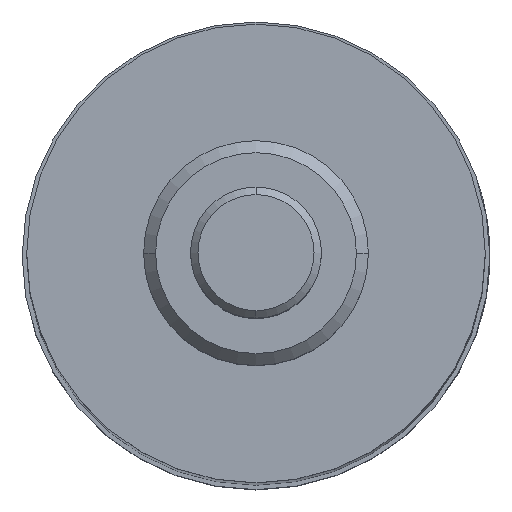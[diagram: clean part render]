
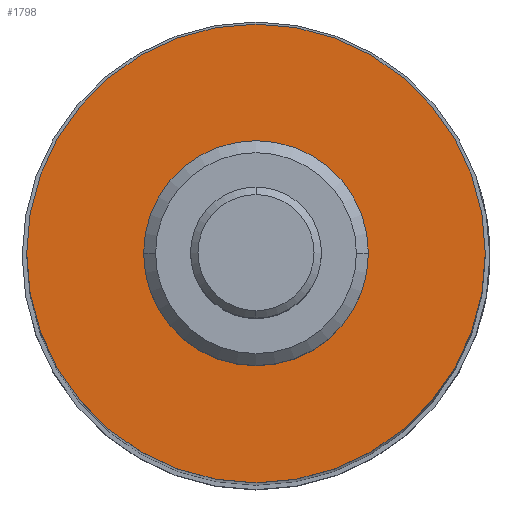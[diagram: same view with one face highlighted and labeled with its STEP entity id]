
A CAD part, top view. The second image highlights one B-rep face of the part: STEP entity #1798.
In plain terms, the highlighted face is planar.
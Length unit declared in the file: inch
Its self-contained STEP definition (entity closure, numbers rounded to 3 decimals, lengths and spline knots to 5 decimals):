
#32 = EDGE_CURVE ( 'NONE', #2255, #596, #2180, .T. ) ;
#43 = CARTESIAN_POINT ( 'NONE',  ( 0.88, -0.37375, 0. ) ) ;
#149 = AXIS2_PLACEMENT_3D ( 'NONE', #1905, #784, #2084 ) ;
#181 = DIRECTION ( 'NONE',  ( 0., 0., 1. ) ) ;
#199 = EDGE_LOOP ( 'NONE', ( #2054, #1064 ) ) ;
#332 = CIRCLE ( 'NONE', #2035, 0.765 ) ;
#389 = EDGE_CURVE ( 'NONE', #526, #711, #332, .T. ) ;
#526 = VERTEX_POINT ( 'NONE', #1509 ) ;
#596 = VERTEX_POINT ( 'NONE', #43 ) ;
#599 = DIRECTION ( 'NONE',  ( 1., 0., 0. ) ) ;
#630 = AXIS2_PLACEMENT_3D ( 'NONE', #1908, #786, #2087 ) ;
#673 = EDGE_LOOP ( 'NONE', ( #1088, #826 ) ) ;
#711 = VERTEX_POINT ( 'NONE', #2195 ) ;
#784 = DIRECTION ( 'NONE',  ( -1., 0., 0. ) ) ;
#786 = DIRECTION ( 'NONE',  ( -1., 0., 0. ) ) ;
#793 = CARTESIAN_POINT ( 'NONE',  ( 0.88, 0.37375, 0. ) ) ;
#802 = FACE_OUTER_BOUND ( 'NONE', #199, .T. ) ;
#826 = ORIENTED_EDGE ( 'NONE', *, *, #32, .F. ) ;
#938 = AXIS2_PLACEMENT_3D ( 'NONE', #2150, #1050, #2337 ) ;
#1050 = DIRECTION ( 'NONE',  ( -1., 0., 0. ) ) ;
#1064 = ORIENTED_EDGE ( 'NONE', *, *, #2168, .T. ) ;
#1088 = ORIENTED_EDGE ( 'NONE', *, *, #2386, .F. ) ;
#1097 = AXIS2_PLACEMENT_3D ( 'NONE', #1343, #599, #1901 ) ;
#1151 = PLANE ( 'NONE',  #1097 ) ;
#1186 = CIRCLE ( 'NONE', #938, 0.37375 ) ;
#1289 = DIRECTION ( 'NONE',  ( -1., 0., 0. ) ) ;
#1343 = CARTESIAN_POINT ( 'NONE',  ( 0.88, 0.765, 0. ) ) ;
#1494 = FACE_BOUND ( 'NONE', #673, .T. ) ;
#1509 = CARTESIAN_POINT ( 'NONE',  ( 0.88, 0., 0.765 ) ) ;
#1664 = CIRCLE ( 'NONE', #149, 0.765 ) ;
#1798 = ADVANCED_FACE ( 'NONE', ( #1494, #802 ), #1151, .F. ) ;
#1901 = DIRECTION ( 'NONE',  ( 0., 0., -1. ) ) ;
#1905 = CARTESIAN_POINT ( 'NONE',  ( 0.88, 0., 0. ) ) ;
#1908 = CARTESIAN_POINT ( 'NONE',  ( 0.88, 0., 0. ) ) ;
#2035 = AXIS2_PLACEMENT_3D ( 'NONE', #2387, #1289, #181 ) ;
#2054 = ORIENTED_EDGE ( 'NONE', *, *, #389, .T. ) ;
#2084 = DIRECTION ( 'NONE',  ( 0., 0., 1. ) ) ;
#2087 = DIRECTION ( 'NONE',  ( 0., -1., 0. ) ) ;
#2150 = CARTESIAN_POINT ( 'NONE',  ( 0.88, 0., 0. ) ) ;
#2168 = EDGE_CURVE ( 'NONE', #711, #526, #1664, .T. ) ;
#2180 = CIRCLE ( 'NONE', #630, 0.37375 ) ;
#2195 = CARTESIAN_POINT ( 'NONE',  ( 0.88, 0., -0.765 ) ) ;
#2255 = VERTEX_POINT ( 'NONE', #793 ) ;
#2337 = DIRECTION ( 'NONE',  ( 0., -1., 0. ) ) ;
#2386 = EDGE_CURVE ( 'NONE', #596, #2255, #1186, .T. ) ;
#2387 = CARTESIAN_POINT ( 'NONE',  ( 0.88, 0., 0. ) ) ;
